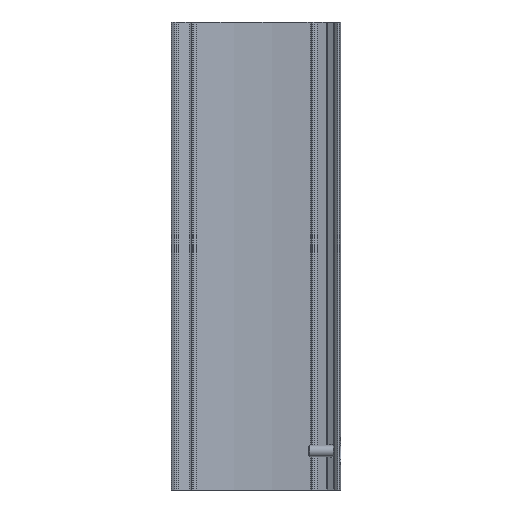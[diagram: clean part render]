
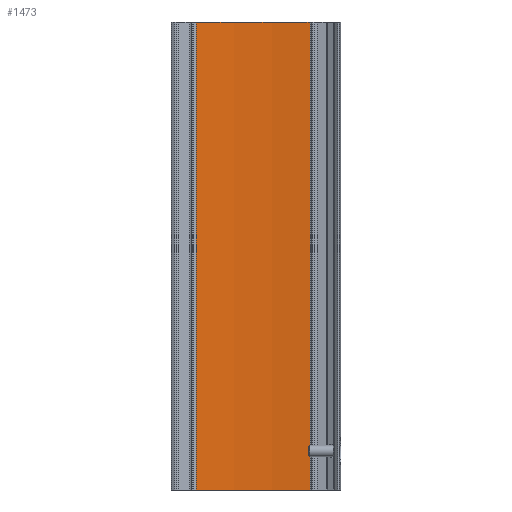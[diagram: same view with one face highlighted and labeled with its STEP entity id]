
A CAD part, front view. The second image highlights one B-rep face of the part: STEP entity #1473.
In plain terms, the highlighted cylindrical face has radius 119.3 mm (diameter 238.6 mm), a partial arc.
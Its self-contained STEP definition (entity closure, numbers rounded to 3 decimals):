
#115=CIRCLE('',#1621,119.3);
#116=CIRCLE('',#1622,119.3);
#212=LINE('',#2392,#337);
#213=LINE('',#2398,#338);
#337=VECTOR('',#1908,1000.);
#338=VECTOR('',#1915,1000.);
#536=ORIENTED_EDGE('',*,*,#942,.T.);
#537=ORIENTED_EDGE('',*,*,#941,.F.);
#538=ORIENTED_EDGE('',*,*,#943,.F.);
#539=ORIENTED_EDGE('',*,*,#944,.T.);
#941=EDGE_CURVE('',#1129,#1128,#212,.T.);
#942=EDGE_CURVE('',#1130,#1128,#115,.T.);
#943=EDGE_CURVE('',#1131,#1129,#116,.T.);
#944=EDGE_CURVE('',#1131,#1130,#213,.T.);
#1128=VERTEX_POINT('',#2389);
#1129=VERTEX_POINT('',#2391);
#1130=VERTEX_POINT('',#2395);
#1131=VERTEX_POINT('',#2397);
#1253=EDGE_LOOP('',(#536,#537,#538,#539));
#1345=FACE_BOUND('',#1253,.T.);
#1425=CYLINDRICAL_SURFACE('',#1620,119.3);
#1473=ADVANCED_FACE('',(#1345),#1425,.F.);
#1620=AXIS2_PLACEMENT_3D('',#2393,#1909,#1910);
#1621=AXIS2_PLACEMENT_3D('',#2394,#1911,#1912);
#1622=AXIS2_PLACEMENT_3D('',#2396,#1913,#1914);
#1908=DIRECTION('',(0.,0.,1.));
#1909=DIRECTION('',(0.,0.,1.));
#1910=DIRECTION('',(1.,0.,0.));
#1911=DIRECTION('',(0.,0.,1.));
#1912=DIRECTION('',(1.,0.,0.));
#1913=DIRECTION('',(0.,0.,1.));
#1914=DIRECTION('',(1.,0.,0.));
#1915=DIRECTION('',(0.,0.,1.));
#2389=CARTESIAN_POINT('',(-14.561,10.408,0.));
#2391=CARTESIAN_POINT('',(-14.561,10.408,-120.));
#2392=CARTESIAN_POINT('',(-14.561,10.408,-120.));
#2393=CARTESIAN_POINT('',(0.,-108.,-120.));
#2394=CARTESIAN_POINT('',(0.,-108.,0.));
#2395=CARTESIAN_POINT('',(14.561,10.408,0.));
#2396=CARTESIAN_POINT('',(0.,-108.,-120.));
#2397=CARTESIAN_POINT('',(14.561,10.408,-120.));
#2398=CARTESIAN_POINT('',(14.561,10.408,-120.));
